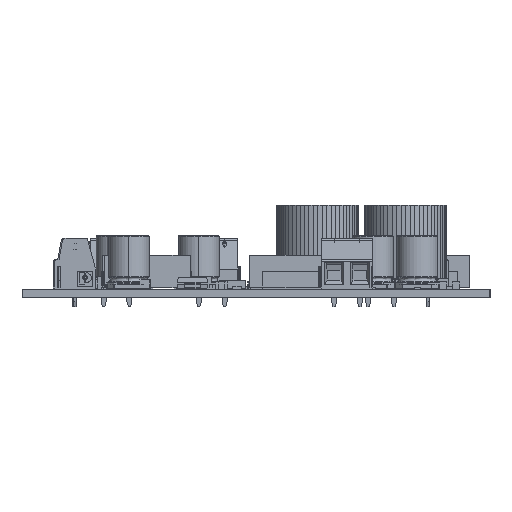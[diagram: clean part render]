
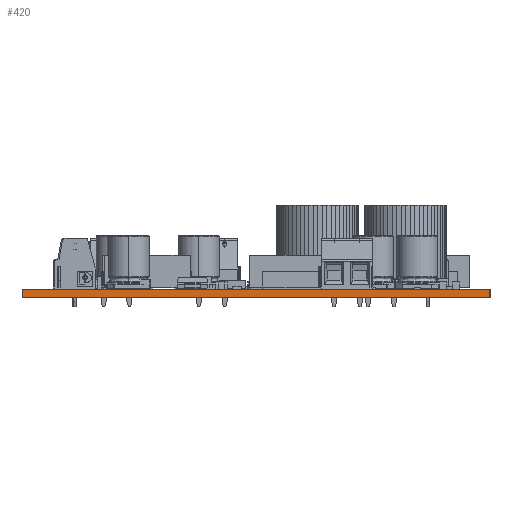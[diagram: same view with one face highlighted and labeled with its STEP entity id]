
A CAD part, left-side view. The second image highlights one B-rep face of the part: STEP entity #420.
In plain terms, the highlighted planar face has unit normal (-1, 0, 0).
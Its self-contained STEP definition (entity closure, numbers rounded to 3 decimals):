
#420 = ADVANCED_FACE('',(#421),#435,.F.);
#421 = FACE_BOUND('',#422,.F.);
#422 = EDGE_LOOP('',(#423,#458,#486,#514));
#423 = ORIENTED_EDGE('',*,*,#424,.T.);
#424 = EDGE_CURVE('',#425,#427,#429,.T.);
#425 = VERTEX_POINT('',#426);
#426 = CARTESIAN_POINT('',(0.,92.,0.));
#427 = VERTEX_POINT('',#428);
#428 = CARTESIAN_POINT('',(0.,92.,1.646));
#429 = SURFACE_CURVE('',#430,(#434,#446),.PCURVE_S1.);
#430 = LINE('',#431,#432);
#431 = CARTESIAN_POINT('',(0.,92.,0.));
#432 = VECTOR('',#433,1.);
#433 = DIRECTION('',(0.,0.,1.));
#434 = PCURVE('',#435,#440);
#435 = PLANE('',#436);
#436 = AXIS2_PLACEMENT_3D('',#437,#438,#439);
#437 = CARTESIAN_POINT('',(0.,92.,0.));
#438 = DIRECTION('',(1.,0.,0.));
#439 = DIRECTION('',(0.,-1.,0.));
#440 = DEFINITIONAL_REPRESENTATION('',(#441),#445);
#441 = LINE('',#442,#443);
#442 = CARTESIAN_POINT('',(0.,0.));
#443 = VECTOR('',#444,1.);
#444 = DIRECTION('',(0.,-1.));
#445 = ( GEOMETRIC_REPRESENTATION_CONTEXT(2) 
PARAMETRIC_REPRESENTATION_CONTEXT() REPRESENTATION_CONTEXT('2D SPACE',''
  ) );
#446 = PCURVE('',#447,#452);
#447 = PLANE('',#448);
#448 = AXIS2_PLACEMENT_3D('',#449,#450,#451);
#449 = CARTESIAN_POINT('',(166.,92.,0.));
#450 = DIRECTION('',(0.,-1.,0.));
#451 = DIRECTION('',(-1.,0.,0.));
#452 = DEFINITIONAL_REPRESENTATION('',(#453),#457);
#453 = LINE('',#454,#455);
#454 = CARTESIAN_POINT('',(166.,0.));
#455 = VECTOR('',#456,1.);
#456 = DIRECTION('',(0.,-1.));
#457 = ( GEOMETRIC_REPRESENTATION_CONTEXT(2) 
PARAMETRIC_REPRESENTATION_CONTEXT() REPRESENTATION_CONTEXT('2D SPACE',''
  ) );
#458 = ORIENTED_EDGE('',*,*,#459,.T.);
#459 = EDGE_CURVE('',#427,#460,#462,.T.);
#460 = VERTEX_POINT('',#461);
#461 = CARTESIAN_POINT('',(0.,0.,1.646));
#462 = SURFACE_CURVE('',#463,(#467,#474),.PCURVE_S1.);
#463 = LINE('',#464,#465);
#464 = CARTESIAN_POINT('',(0.,92.,1.646));
#465 = VECTOR('',#466,1.);
#466 = DIRECTION('',(0.,-1.,0.));
#467 = PCURVE('',#435,#468);
#468 = DEFINITIONAL_REPRESENTATION('',(#469),#473);
#469 = LINE('',#470,#471);
#470 = CARTESIAN_POINT('',(0.,-1.646));
#471 = VECTOR('',#472,1.);
#472 = DIRECTION('',(1.,0.));
#473 = ( GEOMETRIC_REPRESENTATION_CONTEXT(2) 
PARAMETRIC_REPRESENTATION_CONTEXT() REPRESENTATION_CONTEXT('2D SPACE',''
  ) );
#474 = PCURVE('',#475,#480);
#475 = PLANE('',#476);
#476 = AXIS2_PLACEMENT_3D('',#477,#478,#479);
#477 = CARTESIAN_POINT('',(0.,92.,1.646));
#478 = DIRECTION('',(0.,0.,-1.));
#479 = DIRECTION('',(-1.,0.,0.));
#480 = DEFINITIONAL_REPRESENTATION('',(#481),#485);
#481 = LINE('',#482,#483);
#482 = CARTESIAN_POINT('',(0.,0.));
#483 = VECTOR('',#484,1.);
#484 = DIRECTION('',(0.,-1.));
#485 = ( GEOMETRIC_REPRESENTATION_CONTEXT(2) 
PARAMETRIC_REPRESENTATION_CONTEXT() REPRESENTATION_CONTEXT('2D SPACE',''
  ) );
#486 = ORIENTED_EDGE('',*,*,#487,.F.);
#487 = EDGE_CURVE('',#488,#460,#490,.T.);
#488 = VERTEX_POINT('',#489);
#489 = CARTESIAN_POINT('',(0.,0.,0.));
#490 = SURFACE_CURVE('',#491,(#495,#502),.PCURVE_S1.);
#491 = LINE('',#492,#493);
#492 = CARTESIAN_POINT('',(0.,0.,0.));
#493 = VECTOR('',#494,1.);
#494 = DIRECTION('',(0.,0.,1.));
#495 = PCURVE('',#435,#496);
#496 = DEFINITIONAL_REPRESENTATION('',(#497),#501);
#497 = LINE('',#498,#499);
#498 = CARTESIAN_POINT('',(92.,0.));
#499 = VECTOR('',#500,1.);
#500 = DIRECTION('',(0.,-1.));
#501 = ( GEOMETRIC_REPRESENTATION_CONTEXT(2) 
PARAMETRIC_REPRESENTATION_CONTEXT() REPRESENTATION_CONTEXT('2D SPACE',''
  ) );
#502 = PCURVE('',#503,#508);
#503 = PLANE('',#504);
#504 = AXIS2_PLACEMENT_3D('',#505,#506,#507);
#505 = CARTESIAN_POINT('',(0.,0.,0.));
#506 = DIRECTION('',(0.,1.,0.));
#507 = DIRECTION('',(1.,0.,0.));
#508 = DEFINITIONAL_REPRESENTATION('',(#509),#513);
#509 = LINE('',#510,#511);
#510 = CARTESIAN_POINT('',(0.,0.));
#511 = VECTOR('',#512,1.);
#512 = DIRECTION('',(0.,-1.));
#513 = ( GEOMETRIC_REPRESENTATION_CONTEXT(2) 
PARAMETRIC_REPRESENTATION_CONTEXT() REPRESENTATION_CONTEXT('2D SPACE',''
  ) );
#514 = ORIENTED_EDGE('',*,*,#515,.F.);
#515 = EDGE_CURVE('',#425,#488,#516,.T.);
#516 = SURFACE_CURVE('',#517,(#521,#528),.PCURVE_S1.);
#517 = LINE('',#518,#519);
#518 = CARTESIAN_POINT('',(0.,92.,0.));
#519 = VECTOR('',#520,1.);
#520 = DIRECTION('',(0.,-1.,0.));
#521 = PCURVE('',#435,#522);
#522 = DEFINITIONAL_REPRESENTATION('',(#523),#527);
#523 = LINE('',#524,#525);
#524 = CARTESIAN_POINT('',(0.,0.));
#525 = VECTOR('',#526,1.);
#526 = DIRECTION('',(1.,0.));
#527 = ( GEOMETRIC_REPRESENTATION_CONTEXT(2) 
PARAMETRIC_REPRESENTATION_CONTEXT() REPRESENTATION_CONTEXT('2D SPACE',''
  ) );
#528 = PCURVE('',#529,#534);
#529 = PLANE('',#530);
#530 = AXIS2_PLACEMENT_3D('',#531,#532,#533);
#531 = CARTESIAN_POINT('',(0.,92.,0.));
#532 = DIRECTION('',(0.,0.,-1.));
#533 = DIRECTION('',(-1.,0.,0.));
#534 = DEFINITIONAL_REPRESENTATION('',(#535),#539);
#535 = LINE('',#536,#537);
#536 = CARTESIAN_POINT('',(0.,0.));
#537 = VECTOR('',#538,1.);
#538 = DIRECTION('',(0.,-1.));
#539 = ( GEOMETRIC_REPRESENTATION_CONTEXT(2) 
PARAMETRIC_REPRESENTATION_CONTEXT() REPRESENTATION_CONTEXT('2D SPACE',''
  ) );
